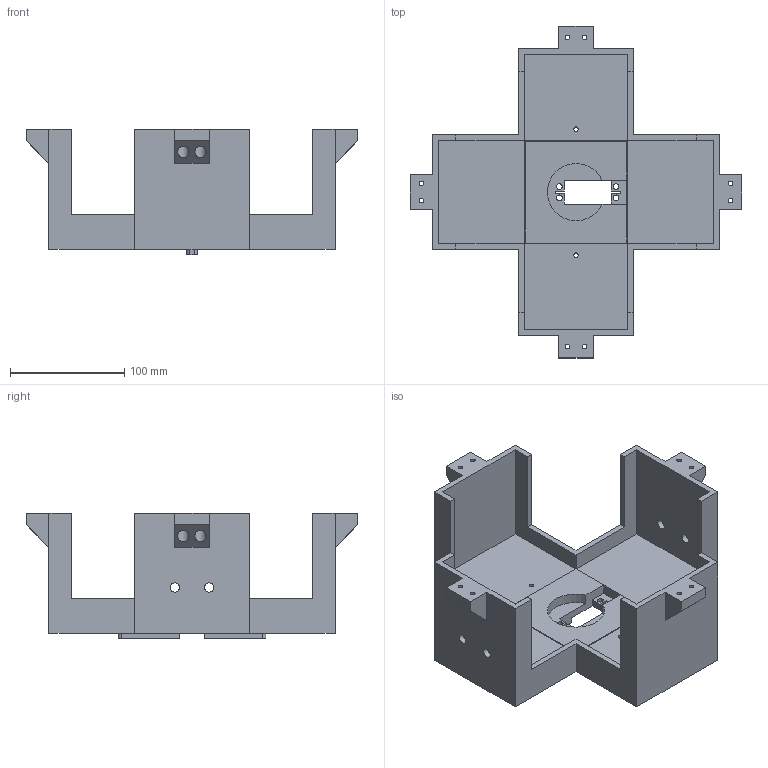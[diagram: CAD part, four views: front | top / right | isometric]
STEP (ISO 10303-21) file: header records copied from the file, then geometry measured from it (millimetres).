
FILE_DESCRIPTION(/* description */ (''),/* implementation_level */ '2;1');
FILE_NAME(/* name */ 'casing_test v9.step',/* time_stamp */ '2023-03-20T21:53:07+11:00',/* author */ (''),/* organization */ (''),/* preprocessor_version */ 'ST-DEVELOPER v19.2',/* originating_system */ 'Autodesk Translation Framework v11.17.0.187',/* authorisation */ '');
FILE_SCHEMA (('AUTOMOTIVE_DESIGN { 1 0 10303 214 3 1 1 }'));
Length unit declared in the file: millimetre
Products named in the file (2): casing_test; renew
Assembly tree (1 placements, depth 2):
  casing_test
    renew
Bounding box: 290 x 290 x 110 mm (x, y, z)
Volume: 886474.9 mm3; surface area: 229046.6 mm2
Topology: 2 solids, 2 shells, 137 faces, 368 edges, 240 vertices
Faces by surface type: plane 104, cylinder 33
Full cylindrical faces by diameter (mm): 4 x12, 5 x4, 8.2 x4, 10 x8
Entity records: 4371 total; most frequent: CARTESIAN_POINT 748, ORIENTED_EDGE 736, DIRECTION 714, EDGE_CURVE 368, LINE 302, VECTOR 302, VERTEX_POINT 240, AXIS2_PLACEMENT_3D 206
